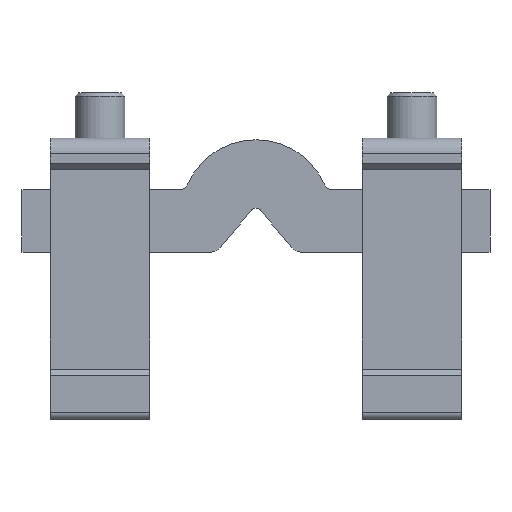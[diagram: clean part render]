
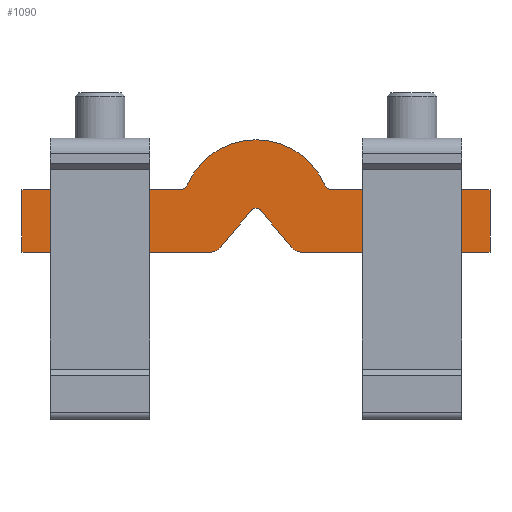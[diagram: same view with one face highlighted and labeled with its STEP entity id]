
A CAD part, front view. The second image highlights one B-rep face of the part: STEP entity #1090.
In plain terms, the highlighted face is planar.
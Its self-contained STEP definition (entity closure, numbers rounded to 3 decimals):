
#79=CIRCLE('',#1302,4.);
#80=CIRCLE('',#1303,2.);
#81=CIRCLE('',#1304,4.);
#82=CIRCLE('',#1305,2.5);
#83=CIRCLE('',#1306,24.);
#84=CIRCLE('',#1307,2.5);
#324=ORIENTED_EDGE('',*,*,#501,.T.);
#325=ORIENTED_EDGE('',*,*,#505,.T.);
#326=ORIENTED_EDGE('',*,*,#508,.T.);
#327=ORIENTED_EDGE('',*,*,#509,.T.);
#328=ORIENTED_EDGE('',*,*,#510,.T.);
#329=ORIENTED_EDGE('',*,*,#511,.F.);
#330=ORIENTED_EDGE('',*,*,#512,.T.);
#331=ORIENTED_EDGE('',*,*,#513,.T.);
#332=ORIENTED_EDGE('',*,*,#514,.T.);
#333=ORIENTED_EDGE('',*,*,#515,.T.);
#334=ORIENTED_EDGE('',*,*,#516,.T.);
#335=ORIENTED_EDGE('',*,*,#517,.F.);
#336=ORIENTED_EDGE('',*,*,#518,.T.);
#337=ORIENTED_EDGE('',*,*,#519,.F.);
#501=EDGE_CURVE('',#615,#614,#726,.T.);
#505=EDGE_CURVE('',#614,#617,#730,.T.);
#508=EDGE_CURVE('',#617,#619,#733,.T.);
#509=EDGE_CURVE('',#619,#620,#79,.T.);
#510=EDGE_CURVE('',#620,#621,#734,.T.);
#511=EDGE_CURVE('',#622,#621,#80,.T.);
#512=EDGE_CURVE('',#622,#623,#735,.T.);
#513=EDGE_CURVE('',#623,#624,#81,.T.);
#514=EDGE_CURVE('',#624,#625,#736,.T.);
#515=EDGE_CURVE('',#625,#626,#737,.T.);
#516=EDGE_CURVE('',#626,#627,#738,.T.);
#517=EDGE_CURVE('',#628,#627,#82,.T.);
#518=EDGE_CURVE('',#628,#629,#83,.T.);
#519=EDGE_CURVE('',#615,#629,#84,.T.);
#614=VERTEX_POINT('',#1869);
#615=VERTEX_POINT('',#1871);
#617=VERTEX_POINT('',#1877);
#619=VERTEX_POINT('',#1883);
#620=VERTEX_POINT('',#1887);
#621=VERTEX_POINT('',#1889);
#622=VERTEX_POINT('',#1891);
#623=VERTEX_POINT('',#1893);
#624=VERTEX_POINT('',#1895);
#625=VERTEX_POINT('',#1897);
#626=VERTEX_POINT('',#1899);
#627=VERTEX_POINT('',#1901);
#628=VERTEX_POINT('',#1903);
#629=VERTEX_POINT('',#1905);
#726=LINE('',#1870,#840);
#730=LINE('',#1878,#844);
#733=LINE('',#1884,#847);
#734=LINE('',#1888,#848);
#735=LINE('',#1892,#849);
#736=LINE('',#1896,#850);
#737=LINE('',#1898,#851);
#738=LINE('',#1900,#852);
#840=VECTOR('',#1548,1000.);
#844=VECTOR('',#1554,1000.);
#847=VECTOR('',#1559,1000.);
#848=VECTOR('',#1564,1000.);
#849=VECTOR('',#1567,1000.);
#850=VECTOR('',#1570,1000.);
#851=VECTOR('',#1571,1000.);
#852=VECTOR('',#1572,1000.);
#923=EDGE_LOOP('',(#324,#325,#326,#327,#328,#329,#330,#331,#332,#333,#334,
#335,#336,#337));
#991=FACE_BOUND('',#923,.T.);
#1038=PLANE('',#1301);
#1090=ADVANCED_FACE('',(#991),#1038,.T.);
#1301=AXIS2_PLACEMENT_3D('',#1885,#1560,#1561);
#1302=AXIS2_PLACEMENT_3D('',#1886,#1562,#1563);
#1303=AXIS2_PLACEMENT_3D('',#1890,#1565,#1566);
#1304=AXIS2_PLACEMENT_3D('',#1894,#1568,#1569);
#1305=AXIS2_PLACEMENT_3D('',#1902,#1573,#1574);
#1306=AXIS2_PLACEMENT_3D('',#1904,#1575,#1576);
#1307=AXIS2_PLACEMENT_3D('',#1906,#1577,#1578);
#1548=DIRECTION('',(-1.,0.,0.));
#1554=DIRECTION('',(0.,-1.,0.));
#1559=DIRECTION('',(1.,0.,0.));
#1560=DIRECTION('',(0.,0.,1.));
#1561=DIRECTION('',(1.,0.,0.));
#1562=DIRECTION('',(0.,0.,1.));
#1563=DIRECTION('',(1.,0.,0.));
#1564=DIRECTION('',(0.643,0.766,0.));
#1565=DIRECTION('',(0.,0.,1.));
#1566=DIRECTION('',(1.,0.,0.));
#1567=DIRECTION('',(0.643,-0.766,0.));
#1568=DIRECTION('',(0.,0.,1.));
#1569=DIRECTION('',(1.,0.,0.));
#1570=DIRECTION('',(1.,0.,0.));
#1571=DIRECTION('',(0.,1.,0.));
#1572=DIRECTION('',(-1.,0.,0.));
#1573=DIRECTION('',(0.,0.,1.));
#1574=DIRECTION('',(1.,0.,0.));
#1575=DIRECTION('',(0.,0.,1.));
#1576=DIRECTION('',(1.,0.,0.));
#1577=DIRECTION('',(0.,0.,1.));
#1578=DIRECTION('',(1.,0.,0.));
#1869=CARTESIAN_POINT('',(0.,20.,15.));
#1870=CARTESIAN_POINT('',(50.,20.,15.));
#1871=CARTESIAN_POINT('',(50.669,20.,15.));
#1877=CARTESIAN_POINT('',(0.,0.,15.));
#1878=CARTESIAN_POINT('',(0.,20.,15.));
#1883=CARTESIAN_POINT('',(60.455,0.,15.));
#1884=CARTESIAN_POINT('',(0.,0.,15.));
#1885=CARTESIAN_POINT('',(0.,0.,15.));
#1886=CARTESIAN_POINT('',(60.455,4.,15.));
#1887=CARTESIAN_POINT('',(63.519,1.429,15.));
#1888=CARTESIAN_POINT('',(63.519,1.429,15.));
#1889=CARTESIAN_POINT('',(73.468,13.286,15.));
#1890=CARTESIAN_POINT('',(75.,12.,15.));
#1891=CARTESIAN_POINT('',(76.532,13.286,15.));
#1892=CARTESIAN_POINT('',(76.532,13.286,15.));
#1893=CARTESIAN_POINT('',(86.481,1.429,15.));
#1894=CARTESIAN_POINT('',(89.545,4.,15.));
#1895=CARTESIAN_POINT('',(89.545,0.,15.));
#1896=CARTESIAN_POINT('',(89.545,0.,15.));
#1897=CARTESIAN_POINT('',(150.,0.,15.));
#1898=CARTESIAN_POINT('',(150.,0.,15.));
#1899=CARTESIAN_POINT('',(150.,20.,15.));
#1900=CARTESIAN_POINT('',(100.,20.,15.));
#1901=CARTESIAN_POINT('',(99.331,20.,15.));
#1902=CARTESIAN_POINT('',(99.331,22.5,15.));
#1903=CARTESIAN_POINT('',(97.036,21.509,15.));
#1904=CARTESIAN_POINT('',(75.,12.,15.));
#1905=CARTESIAN_POINT('',(52.964,21.509,15.));
#1906=CARTESIAN_POINT('',(50.669,22.5,15.));
